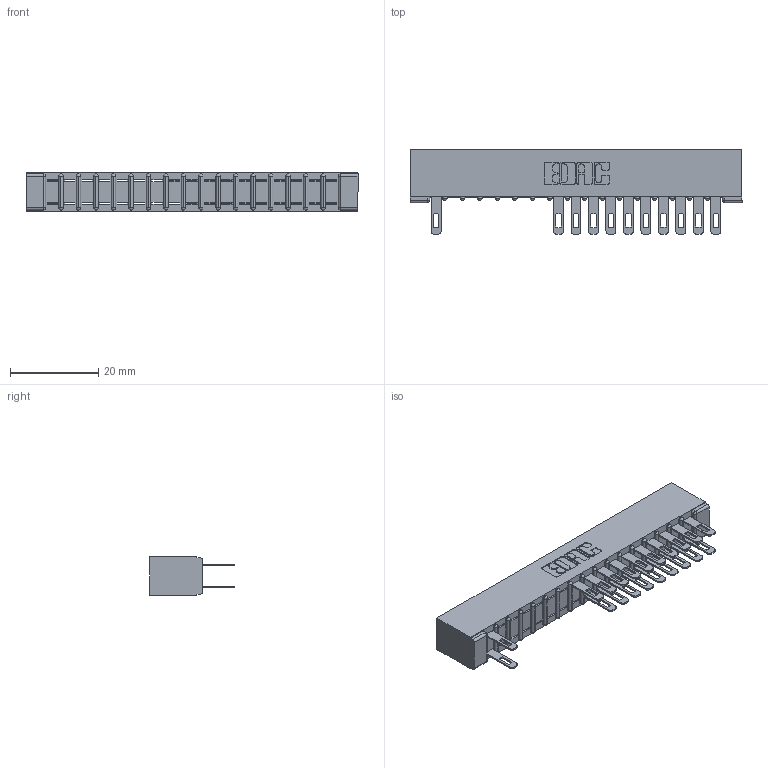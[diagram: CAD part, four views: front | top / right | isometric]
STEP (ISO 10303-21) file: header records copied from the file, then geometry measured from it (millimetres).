
FILE_DESCRIPTION (( 'STEP AP203' ), '1' );
FILE_NAME ('307-034-500-201.STEP', '2018-08-05T01:29:19', ( '' ), ( '' ), 'SwSTEP 2.0', 'SolidWorks 2016', '' );
FILE_SCHEMA (( 'CONFIG_CONTROL_DESIGN' ));
Length unit declared in the file: inch
Products named in the file (3): 307 Part_No Mounting Lugs; 307-290-001_500; 307-034-500-201
Assembly tree (22 placements, depth 2):
  307-034-500-201
    307 Part_No Mounting Lugs
    307-290-001_500  x21
Bounding box: 75.23 x 19.18 x 8.71 mm (x, y, z)
Volume: 5046.7 mm3; surface area: 8463.4 mm2
Topology: 22 solids, 22 shells, 1224 faces, 3445 edges, 2218 vertices
Faces by surface type: plane 774, cylinder 414, sphere 36
Entity records: 17480 total; most frequent: CARTESIAN_POINT 2916, ORIENTED_EDGE 2898, DIRECTION 2855, EDGE_CURVE 1449, LINE 1101, VECTOR 1101, VERTEX_POINT 938, AXIS2_PLACEMENT_3D 877
